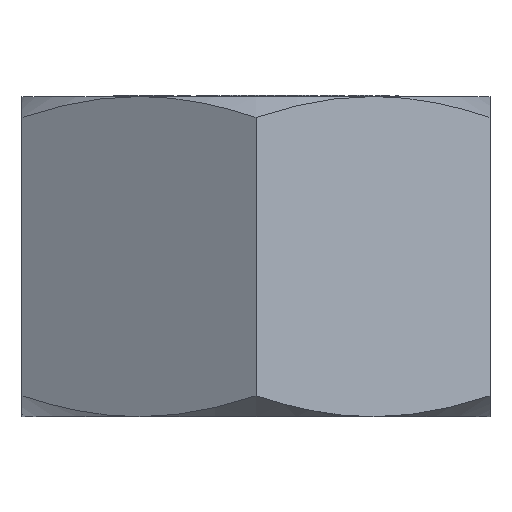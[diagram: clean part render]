
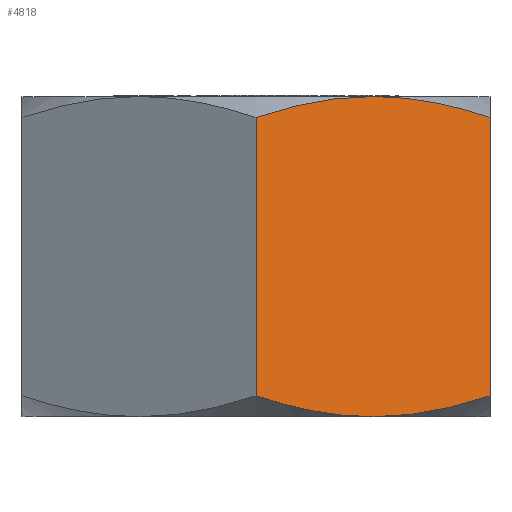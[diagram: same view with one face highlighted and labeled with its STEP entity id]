
A CAD part, front view. The second image highlights one B-rep face of the part: STEP entity #4818.
In plain terms, the highlighted planar face has unit normal (0.5, -0.866, 0).
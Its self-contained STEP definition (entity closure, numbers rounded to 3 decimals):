
#316 =( BOUNDED_CURVE ( )  B_SPLINE_CURVE ( 2, ( #9522, #9524, #9526 ),
 .UNSPECIFIED., .F., .F. ) 
 B_SPLINE_CURVE_WITH_KNOTS ( ( 3, 3 ),
 ( 0.944, 2.206 ),
 .UNSPECIFIED. ) 
 CURVE ( )  GEOMETRIC_REPRESENTATION_ITEM ( )  RATIONAL_B_SPLINE_CURVE ( ( 1.058, 1.068, 1. ) ) 
 REPRESENTATION_ITEM ( '' )  );
#341 =( BOUNDED_CURVE ( )  B_SPLINE_CURVE ( 2, ( #2219, #2218, #2217 ),
 .UNSPECIFIED., .F., .F. ) 
 B_SPLINE_CURVE_WITH_KNOTS ( ( 3, 3 ),
 ( 2.206, 3.467 ),
 .UNSPECIFIED. ) 
 CURVE ( )  GEOMETRIC_REPRESENTATION_ITEM ( )  RATIONAL_B_SPLINE_CURVE ( ( 1., 1.068, 1.058 ) ) 
 REPRESENTATION_ITEM ( '' )  );
#489 =( BOUNDED_CURVE ( )  B_SPLINE_CURVE ( 2, ( #10597, #3356, #3354 ),
 .UNSPECIFIED., .F., .F. ) 
 B_SPLINE_CURVE_WITH_KNOTS ( ( 3, 3 ),
 ( 0.944, 2.206 ),
 .UNSPECIFIED. ) 
 CURVE ( )  GEOMETRIC_REPRESENTATION_ITEM ( )  RATIONAL_B_SPLINE_CURVE ( ( 1.058, 1.068, 1. ) ) 
 REPRESENTATION_ITEM ( '' )  );
#548 =( BOUNDED_CURVE ( )  B_SPLINE_CURVE ( 2, ( #3408, #3407, #3414 ),
 .UNSPECIFIED., .F., .F. ) 
 B_SPLINE_CURVE_WITH_KNOTS ( ( 3, 3 ),
 ( 2.206, 3.467 ),
 .UNSPECIFIED. ) 
 CURVE ( )  GEOMETRIC_REPRESENTATION_ITEM ( )  RATIONAL_B_SPLINE_CURVE ( ( 1., 1.068, 1.058 ) ) 
 REPRESENTATION_ITEM ( '' )  );
#1519 = LINE ( 'NONE', #3529, #1520 ) ;
#1520 = VECTOR ( 'NONE', #3528, 1000. ) ;
#2217 = CARTESIAN_POINT ( 'NONE',  ( 0., -21.939, 24.303 ) ) ;
#2218 = CARTESIAN_POINT ( 'NONE',  ( 5.091, -19., 26. ) ) ;
#2219 = CARTESIAN_POINT ( 'NONE',  ( 9.5, -16.454, 26. ) ) ;
#2330 = AXIS2_PLACEMENT_3D ( 'NONE', #6081, #6080, #6079 ) ;
#3354 = CARTESIAN_POINT ( 'NONE',  ( 9.5, -16.454, 0. ) ) ;
#3356 = CARTESIAN_POINT ( 'NONE',  ( 5.091, -19., 0. ) ) ;
#3407 = CARTESIAN_POINT ( 'NONE',  ( 13.909, -13.909, 0. ) ) ;
#3408 = CARTESIAN_POINT ( 'NONE',  ( 9.5, -16.454, 0. ) ) ;
#3414 = CARTESIAN_POINT ( 'NONE',  ( 19., -10.97, 1.697 ) ) ;
#3528 = DIRECTION ( 'NONE',  ( 0., 0., 1. ) ) ;
#3529 = CARTESIAN_POINT ( 'NONE',  ( 0., -21.939, 0. ) ) ;
#3889 = EDGE_CURVE ( 'NONE', #10761, #9389, #1519, .T. ) ;
#3933 = EDGE_CURVE ( 'NONE', #10646, #10744, #548, .T. ) ;
#4047 = EDGE_CURVE ( 'NONE', #10761, #10646, #489, .T. ) ;
#4818 = ADVANCED_FACE ( 'NONE', ( #10132 ), #6082, .T. ) ;
#6079 = DIRECTION ( 'NONE',  ( 0.866, 0.5, 0. ) ) ;
#6080 = DIRECTION ( 'NONE',  ( 0.5, -0.866, 0. ) ) ;
#6081 = CARTESIAN_POINT ( 'NONE',  ( 0., -21.939, 0. ) ) ;
#6082 = PLANE ( 'NONE',  #2330 ) ;
#6564 = EDGE_CURVE ( 'NONE', #9290, #9389, #341, .T. ) ;
#7011 = EDGE_CURVE ( 'NONE', #10771, #9290, #316, .T. ) ;
#7264 = EDGE_CURVE ( 'NONE', #10744, #10771, #8565, .T. ) ;
#8542 = VECTOR ( 'NONE', #12671, 1000. ) ;
#8565 = LINE ( 'NONE', #12665, #8542 ) ;
#8924 = ORIENTED_EDGE ( 'NONE', *, *, #7011, .T. ) ;
#9057 = ORIENTED_EDGE ( 'NONE', *, *, #3933, .T. ) ;
#9195 = EDGE_LOOP ( 'NONE', ( #8924, #9737, #9875, #9828, #9057, #9380 ) ) ;
#9290 = VERTEX_POINT ( 'NONE', #12526 ) ;
#9380 = ORIENTED_EDGE ( 'NONE', *, *, #7264, .T. ) ;
#9389 = VERTEX_POINT ( 'NONE', #9935 ) ;
#9522 = CARTESIAN_POINT ( 'NONE',  ( 19., -10.97, 24.303 ) ) ;
#9524 = CARTESIAN_POINT ( 'NONE',  ( 13.909, -13.909, 26. ) ) ;
#9526 = CARTESIAN_POINT ( 'NONE',  ( 9.5, -16.454, 26. ) ) ;
#9737 = ORIENTED_EDGE ( 'NONE', *, *, #6564, .T. ) ;
#9828 = ORIENTED_EDGE ( 'NONE', *, *, #4047, .T. ) ;
#9875 = ORIENTED_EDGE ( 'NONE', *, *, #3889, .F. ) ;
#9935 = CARTESIAN_POINT ( 'NONE',  ( 0., -21.939, 24.303 ) ) ;
#9971 = CARTESIAN_POINT ( 'NONE',  ( 9.5, -16.454, 0. ) ) ;
#10039 = CARTESIAN_POINT ( 'NONE',  ( 19., -10.97, 1.697 ) ) ;
#10054 = CARTESIAN_POINT ( 'NONE',  ( 0., -21.939, 1.697 ) ) ;
#10064 = CARTESIAN_POINT ( 'NONE',  ( 19., -10.97, 24.303 ) ) ;
#10132 = FACE_OUTER_BOUND ( 'NONE', #9195, .T. ) ;
#10597 = CARTESIAN_POINT ( 'NONE',  ( 0., -21.939, 1.697 ) ) ;
#10646 = VERTEX_POINT ( 'NONE', #9971 ) ;
#10744 = VERTEX_POINT ( 'NONE', #10039 ) ;
#10761 = VERTEX_POINT ( 'NONE', #10054 ) ;
#10771 = VERTEX_POINT ( 'NONE', #10064 ) ;
#12526 = CARTESIAN_POINT ( 'NONE',  ( 9.5, -16.454, 26. ) ) ;
#12665 = CARTESIAN_POINT ( 'NONE',  ( 19., -10.97, 0. ) ) ;
#12671 = DIRECTION ( 'NONE',  ( 0., 0., 1. ) ) ;
